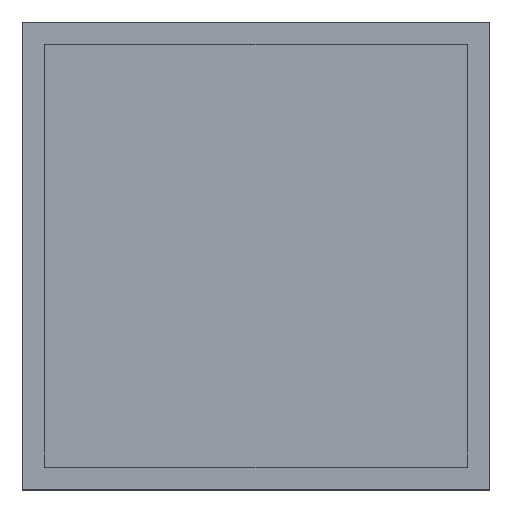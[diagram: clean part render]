
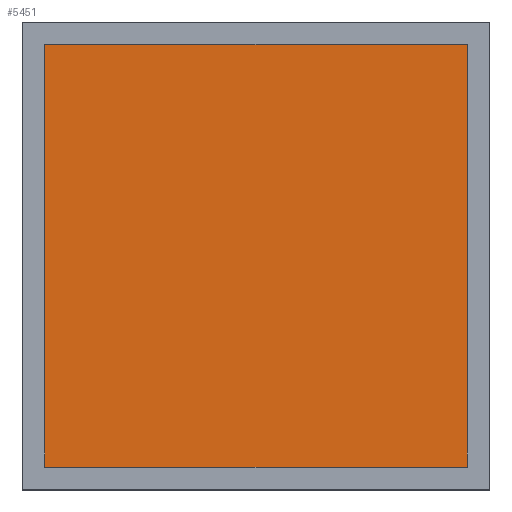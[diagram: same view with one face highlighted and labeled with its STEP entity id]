
A CAD part, top view. The second image highlights one B-rep face of the part: STEP entity #5451.
In plain terms, the highlighted planar face has unit normal (0, 0, 1).
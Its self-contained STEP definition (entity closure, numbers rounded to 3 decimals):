
#194=PLANE('',#5650);
#481=FACE_OUTER_BOUND('',#785,.T.);
#785=EDGE_LOOP('',(#4970,#4971,#4972,#4973));
#1344=LINE('',#9880,#1929);
#1345=LINE('',#9882,#1930);
#1346=LINE('',#9884,#1931);
#1347=LINE('',#9885,#1932);
#1929=VECTOR('',#6530,10.);
#1930=VECTOR('',#6531,10.);
#1931=VECTOR('',#6532,10.);
#1932=VECTOR('',#6533,10.);
#2681=VERTEX_POINT('',#9878);
#2682=VERTEX_POINT('',#9879);
#2683=VERTEX_POINT('',#9881);
#2684=VERTEX_POINT('',#9883);
#3452=EDGE_CURVE('',#2681,#2682,#1344,.T.);
#3453=EDGE_CURVE('',#2683,#2681,#1345,.T.);
#3454=EDGE_CURVE('',#2684,#2683,#1346,.T.);
#3455=EDGE_CURVE('',#2682,#2684,#1347,.T.);
#4970=ORIENTED_EDGE('',*,*,#3452,.F.);
#4971=ORIENTED_EDGE('',*,*,#3453,.F.);
#4972=ORIENTED_EDGE('',*,*,#3454,.F.);
#4973=ORIENTED_EDGE('',*,*,#3455,.F.);
#5451=ADVANCED_FACE('',(#481),#194,.T.);
#5650=AXIS2_PLACEMENT_3D('',#9877,#6528,#6529);
#6528=DIRECTION('center_axis',(0.,0.,1.));
#6529=DIRECTION('ref_axis',(1.,0.,0.));
#6530=DIRECTION('',(-1.,0.,0.));
#6531=DIRECTION('',(0.,-1.,0.));
#6532=DIRECTION('',(1.,0.,0.));
#6533=DIRECTION('',(0.,1.,0.));
#9877=CARTESIAN_POINT('Origin',(19.05,19.05,0.));
#9878=CARTESIAN_POINT('',(38.1,0.,0.));
#9879=CARTESIAN_POINT('',(0.,0.,0.));
#9880=CARTESIAN_POINT('',(0.,0.,0.));
#9881=CARTESIAN_POINT('',(38.1,38.1,0.));
#9882=CARTESIAN_POINT('',(38.1,0.,0.));
#9883=CARTESIAN_POINT('',(0.,38.1,0.));
#9884=CARTESIAN_POINT('',(38.1,38.1,0.));
#9885=CARTESIAN_POINT('',(0.,38.1,0.));
